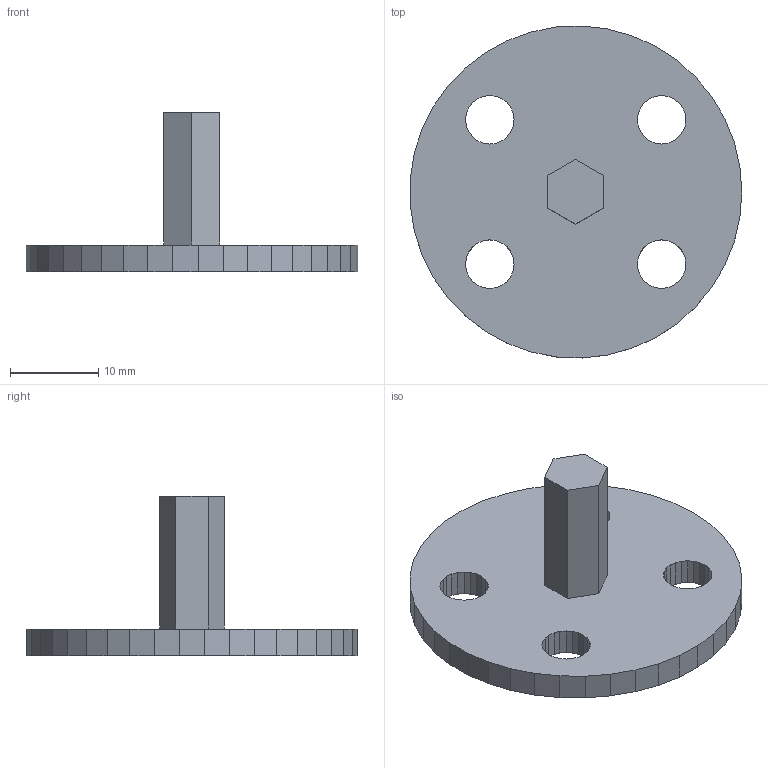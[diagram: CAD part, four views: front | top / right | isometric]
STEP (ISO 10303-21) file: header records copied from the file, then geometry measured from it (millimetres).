
FILE_DESCRIPTION(('FreeCAD Model'),'2;1');
FILE_NAME('Open CASCADE Shape Model','2023-06-01T15:19:54',('Author'),( ''),'Open CASCADE STEP processor 7.6','FreeCAD','Unknown');
FILE_SCHEMA(('AUTOMOTIVE_DESIGN { 1 0 10303 214 1 1 1 1 }'));
Length unit declared in the file: millimetre
Products named in the file (1): Embase_capteur_1N_m_et_5N_m_3D001001
Bounding box: 37.54 x 37.57 x 18 mm (x, y, z)
Surface area: 2914.9 mm2 (no closed solid volume)
Topology: 0 solids, 1 shells, 146 faces, 429 edges, 286 vertices
Faces by surface type: plane 146
Entity records: 10368 total; most frequent: CARTESIAN_POINT 1720, DIRECTION 1581, LINE 1287, VECTOR 1287, ORIENTED_EDGE 858, PCURVE 858, DEFINITIONAL_REPRESENTATION 858, EDGE_CURVE 429
